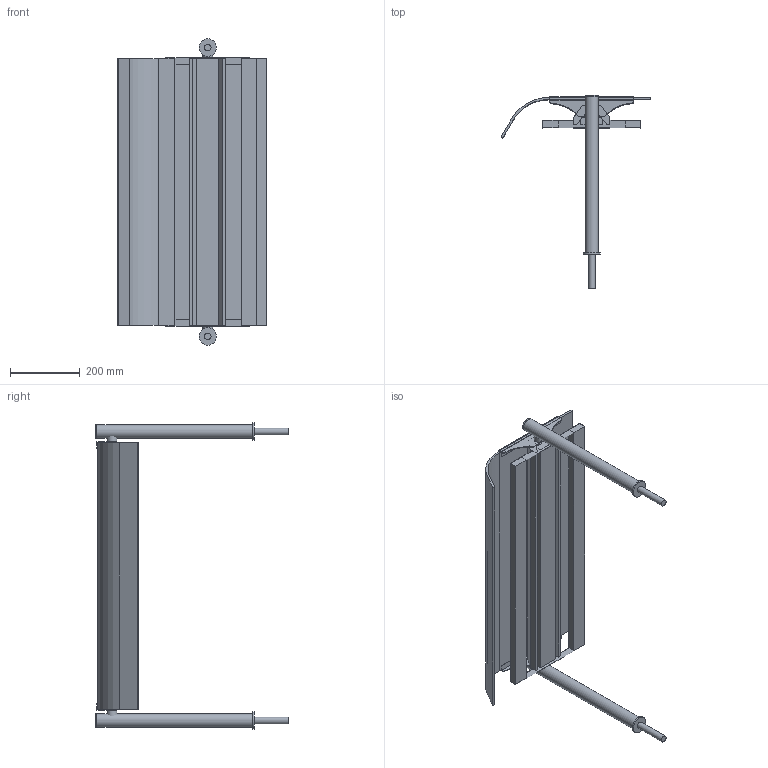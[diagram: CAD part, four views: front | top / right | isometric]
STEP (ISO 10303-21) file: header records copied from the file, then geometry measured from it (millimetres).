
FILE_DESCRIPTION (( 'STEP AP214' ), '1' );
FILE_NAME ('EU535001_WB HS 21-45.STEP', '2022-05-09T08:57:51', ( '' ), ( '' ), 'SwSTEP 2.0', 'SolidWorks 2017', '' );
FILE_SCHEMA (( 'AUTOMOTIVE_DESIGN' ));
Length unit declared in the file: millimetre
Products named in the file (1): EU535001_WB HS 21-45
Bounding box: 430.25 x 554 x 880 mm (x, y, z)
Volume: 8148411.4 mm3; surface area: 1626004.7 mm2
Topology: 21 solids, 21 shells, 160 faces, 352 edges, 234 vertices
Faces by surface type: plane 124, cylinder 34, cone 2
Full cylindrical faces by diameter (mm): 19 x4, 28 x2, 38 x4, 50 x2
Entity records: 4646 total; most frequent: CARTESIAN_POINT 733, DIRECTION 730, ORIENTED_EDGE 676, EDGE_CURVE 338, VECTOR 268, LINE 268, VERTEX_POINT 234, AXIS2_PLACEMENT_3D 231
